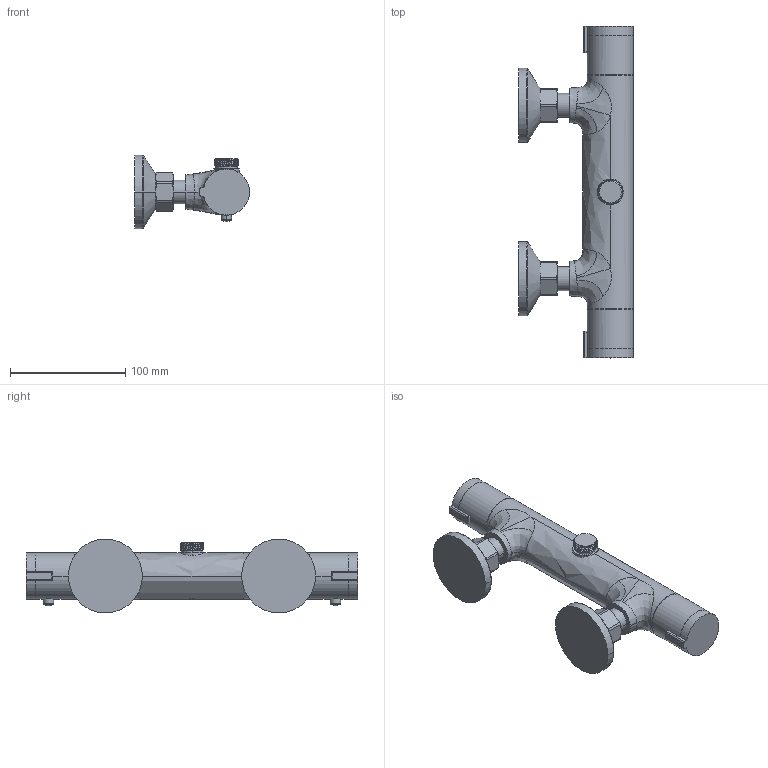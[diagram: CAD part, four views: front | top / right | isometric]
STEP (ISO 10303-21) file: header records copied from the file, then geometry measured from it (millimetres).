
FILE_DESCRIPTION((''),'2;1');
FILE_NAME('12804-2','2019-12-05T',('Administrator'),(''),'PRO/ENGINEER BY PARAMETRIC TECHNOLOGY CORPORATION, 2009440','PRO/ENGINEER BY PARAMETRIC TECHNOLOGY CORPORATION, 2009440','');
FILE_SCHEMA(('CONFIG_CONTROL_DESIGN'));
Length unit declared in the file: millimetre
Products named in the file (1): 12804-2
Bounding box: 99.5 x 287.5 x 64 mm (x, y, z)
Volume: 97351.9 mm3; surface area: 115963 mm2
Topology: 1 solids, 6 shells, 361 faces, 938 edges, 601 vertices
Faces by surface type: cylinder 128, plane 101, bspline 68, cone 34, extrusion 12, torus 10, sphere 8
Entity records: 18221 total; most frequent: CARTESIAN_POINT 10108, ORIENTED_EDGE 1868, DIRECTION 1376, EDGE_CURVE 934, VERTEX_POINT 601, AXIS2_PLACEMENT_3D 540, B_SPLINE_CURVE_WITH_KNOTS 404, EDGE_LOOP 387
